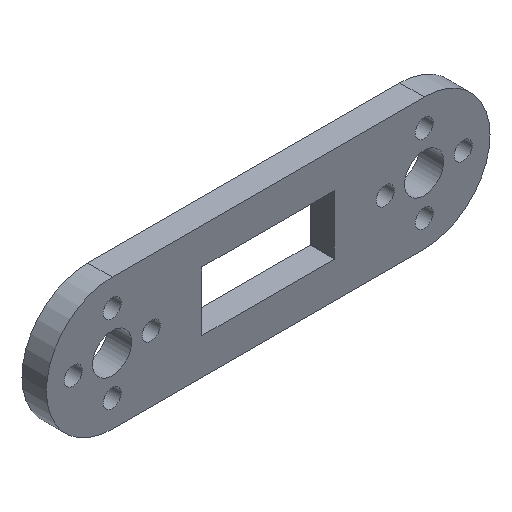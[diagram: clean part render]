
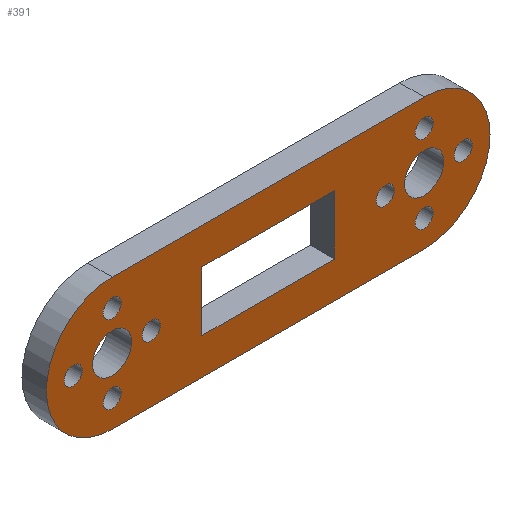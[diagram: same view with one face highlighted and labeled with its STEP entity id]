
A CAD part, isometric view. The second image highlights one B-rep face of the part: STEP entity #391.
In plain terms, the highlighted planar face has unit normal (0, -1, 0).
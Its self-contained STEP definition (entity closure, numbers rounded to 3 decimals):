
#26=FACE_BOUND('',#79,.T.);
#27=FACE_BOUND('',#80,.T.);
#28=FACE_BOUND('',#81,.T.);
#29=FACE_BOUND('',#82,.T.);
#30=FACE_BOUND('',#83,.T.);
#31=FACE_BOUND('',#84,.T.);
#32=FACE_BOUND('',#85,.T.);
#33=FACE_BOUND('',#86,.T.);
#34=FACE_BOUND('',#87,.T.);
#35=FACE_BOUND('',#88,.T.);
#36=FACE_BOUND('',#89,.T.);
#58=FACE_OUTER_BOUND('',#78,.T.);
#78=EDGE_LOOP('',(#274,#275,#276,#277));
#79=EDGE_LOOP('',(#278));
#80=EDGE_LOOP('',(#279));
#81=EDGE_LOOP('',(#280));
#82=EDGE_LOOP('',(#281));
#83=EDGE_LOOP('',(#282));
#84=EDGE_LOOP('',(#283));
#85=EDGE_LOOP('',(#284));
#86=EDGE_LOOP('',(#285));
#87=EDGE_LOOP('',(#286));
#88=EDGE_LOOP('',(#287));
#89=EDGE_LOOP('',(#288,#289,#290,#291));
#130=LINE('',#573,#150);
#131=LINE('',#576,#151);
#132=LINE('',#599,#152);
#133=LINE('',#601,#153);
#134=LINE('',#603,#154);
#135=LINE('',#604,#155);
#150=VECTOR('',#463,64.);
#151=VECTOR('',#466,64.);
#152=VECTOR('',#487,12.192);
#153=VECTOR('',#488,27.178);
#154=VECTOR('',#489,12.192);
#155=VECTOR('',#490,27.178);
#170=CIRCLE('',#414,13.5);
#171=CIRCLE('',#415,13.5);
#172=CIRCLE('',#416,4.);
#173=CIRCLE('',#417,1.85);
#174=CIRCLE('',#418,1.85);
#175=CIRCLE('',#419,1.85);
#176=CIRCLE('',#420,1.85);
#177=CIRCLE('',#421,4.);
#178=CIRCLE('',#422,1.85);
#179=CIRCLE('',#423,1.85);
#180=CIRCLE('',#424,1.85);
#181=CIRCLE('',#425,1.85);
#194=VERTEX_POINT('',#569);
#195=VERTEX_POINT('',#570);
#196=VERTEX_POINT('',#572);
#197=VERTEX_POINT('',#574);
#198=VERTEX_POINT('',#577);
#199=VERTEX_POINT('',#579);
#200=VERTEX_POINT('',#581);
#201=VERTEX_POINT('',#583);
#202=VERTEX_POINT('',#585);
#203=VERTEX_POINT('',#587);
#204=VERTEX_POINT('',#589);
#205=VERTEX_POINT('',#591);
#206=VERTEX_POINT('',#593);
#207=VERTEX_POINT('',#595);
#208=VERTEX_POINT('',#597);
#209=VERTEX_POINT('',#598);
#210=VERTEX_POINT('',#600);
#211=VERTEX_POINT('',#602);
#230=EDGE_CURVE('',#194,#195,#170,.T.);
#231=EDGE_CURVE('',#196,#194,#130,.T.);
#232=EDGE_CURVE('',#197,#196,#171,.T.);
#233=EDGE_CURVE('',#195,#197,#131,.T.);
#234=EDGE_CURVE('',#198,#198,#172,.T.);
#235=EDGE_CURVE('',#199,#199,#173,.T.);
#236=EDGE_CURVE('',#200,#200,#174,.T.);
#237=EDGE_CURVE('',#201,#201,#175,.T.);
#238=EDGE_CURVE('',#202,#202,#176,.T.);
#239=EDGE_CURVE('',#203,#203,#177,.T.);
#240=EDGE_CURVE('',#204,#204,#178,.T.);
#241=EDGE_CURVE('',#205,#205,#179,.T.);
#242=EDGE_CURVE('',#206,#206,#180,.T.);
#243=EDGE_CURVE('',#207,#207,#181,.T.);
#244=EDGE_CURVE('',#208,#209,#132,.T.);
#245=EDGE_CURVE('',#209,#210,#133,.T.);
#246=EDGE_CURVE('',#210,#211,#134,.T.);
#247=EDGE_CURVE('',#211,#208,#135,.T.);
#274=ORIENTED_EDGE('',*,*,#230,.F.);
#275=ORIENTED_EDGE('',*,*,#231,.F.);
#276=ORIENTED_EDGE('',*,*,#232,.F.);
#277=ORIENTED_EDGE('',*,*,#233,.F.);
#278=ORIENTED_EDGE('',*,*,#234,.T.);
#279=ORIENTED_EDGE('',*,*,#235,.T.);
#280=ORIENTED_EDGE('',*,*,#236,.T.);
#281=ORIENTED_EDGE('',*,*,#237,.T.);
#282=ORIENTED_EDGE('',*,*,#238,.T.);
#283=ORIENTED_EDGE('',*,*,#239,.T.);
#284=ORIENTED_EDGE('',*,*,#240,.T.);
#285=ORIENTED_EDGE('',*,*,#241,.T.);
#286=ORIENTED_EDGE('',*,*,#242,.T.);
#287=ORIENTED_EDGE('',*,*,#243,.T.);
#288=ORIENTED_EDGE('',*,*,#244,.T.);
#289=ORIENTED_EDGE('',*,*,#245,.T.);
#290=ORIENTED_EDGE('',*,*,#246,.T.);
#291=ORIENTED_EDGE('',*,*,#247,.T.);
#362=PLANE('',#413);
#391=ADVANCED_FACE('',(#58,#26,#27,#28,#29,#30,#31,#32,#33,#34,#35,#36),
#362,.F.);
#413=AXIS2_PLACEMENT_3D('',#568,#459,#460);
#414=AXIS2_PLACEMENT_3D('',#571,#461,#462);
#415=AXIS2_PLACEMENT_3D('',#575,#464,#465);
#416=AXIS2_PLACEMENT_3D('',#578,#467,#468);
#417=AXIS2_PLACEMENT_3D('',#580,#469,#470);
#418=AXIS2_PLACEMENT_3D('',#582,#471,#472);
#419=AXIS2_PLACEMENT_3D('',#584,#473,#474);
#420=AXIS2_PLACEMENT_3D('',#586,#475,#476);
#421=AXIS2_PLACEMENT_3D('',#588,#477,#478);
#422=AXIS2_PLACEMENT_3D('',#590,#479,#480);
#423=AXIS2_PLACEMENT_3D('',#592,#481,#482);
#424=AXIS2_PLACEMENT_3D('',#594,#483,#484);
#425=AXIS2_PLACEMENT_3D('',#596,#485,#486);
#459=DIRECTION('center_axis',(0.,1.,0.));
#460=DIRECTION('ref_axis',(0.,0.,1.));
#461=DIRECTION('center_axis',(0.,1.,0.));
#462=DIRECTION('ref_axis',(0.,0.,-1.));
#463=DIRECTION('',(-1.,0.,0.));
#464=DIRECTION('center_axis',(0.,1.,0.));
#465=DIRECTION('ref_axis',(0.,0.,1.));
#466=DIRECTION('',(1.,0.,0.));
#467=DIRECTION('center_axis',(0.,1.,0.));
#468=DIRECTION('ref_axis',(1.,0.,0.));
#469=DIRECTION('center_axis',(0.,1.,0.));
#470=DIRECTION('ref_axis',(1.,0.,0.));
#471=DIRECTION('center_axis',(0.,1.,0.));
#472=DIRECTION('ref_axis',(1.,0.,0.));
#473=DIRECTION('center_axis',(0.,1.,0.));
#474=DIRECTION('ref_axis',(1.,0.,0.));
#475=DIRECTION('center_axis',(0.,1.,0.));
#476=DIRECTION('ref_axis',(1.,0.,0.));
#477=DIRECTION('center_axis',(0.,1.,0.));
#478=DIRECTION('ref_axis',(1.,0.,0.));
#479=DIRECTION('center_axis',(0.,1.,0.));
#480=DIRECTION('ref_axis',(1.,0.,0.));
#481=DIRECTION('center_axis',(0.,1.,0.));
#482=DIRECTION('ref_axis',(1.,0.,0.));
#483=DIRECTION('center_axis',(0.,1.,0.));
#484=DIRECTION('ref_axis',(1.,0.,0.));
#485=DIRECTION('center_axis',(0.,1.,0.));
#486=DIRECTION('ref_axis',(1.,0.,0.));
#487=DIRECTION('',(0.,0.,1.));
#488=DIRECTION('',(1.,0.,0.));
#489=DIRECTION('',(0.,0.,-1.));
#490=DIRECTION('',(-1.,0.,0.));
#568=CARTESIAN_POINT('Origin',(0.,0.,0.));
#569=CARTESIAN_POINT('',(0.,0.,-13.5));
#570=CARTESIAN_POINT('',(0.,0.,13.5));
#571=CARTESIAN_POINT('Origin',(0.,0.,0.));
#572=CARTESIAN_POINT('',(64.,0.,-13.5));
#573=CARTESIAN_POINT('',(64.,0.,-13.5));
#574=CARTESIAN_POINT('',(64.,0.,13.5));
#575=CARTESIAN_POINT('Origin',(64.,0.,0.));
#576=CARTESIAN_POINT('',(0.,0.,13.5));
#577=CARTESIAN_POINT('',(-4.,0.,0.));
#578=CARTESIAN_POINT('Origin',(0.,0.,0.));
#579=CARTESIAN_POINT('',(-1.85,0.,-8.));
#580=CARTESIAN_POINT('Origin',(0.,0.,-8.));
#581=CARTESIAN_POINT('',(6.15,0.,0.));
#582=CARTESIAN_POINT('Origin',(8.,0.,0.));
#583=CARTESIAN_POINT('',(-1.85,0.,8.));
#584=CARTESIAN_POINT('Origin',(0.,0.,8.));
#585=CARTESIAN_POINT('',(-9.85,0.,0.));
#586=CARTESIAN_POINT('Origin',(-8.,0.,0.));
#587=CARTESIAN_POINT('',(68.,0.,0.));
#588=CARTESIAN_POINT('Origin',(64.,0.,0.));
#589=CARTESIAN_POINT('',(65.85,0.,-8.));
#590=CARTESIAN_POINT('Origin',(64.,0.,-8.));
#591=CARTESIAN_POINT('',(73.85,0.,0.));
#592=CARTESIAN_POINT('Origin',(72.,0.,0.));
#593=CARTESIAN_POINT('',(65.85,0.,8.));
#594=CARTESIAN_POINT('Origin',(64.,0.,8.));
#595=CARTESIAN_POINT('',(57.85,0.,0.));
#596=CARTESIAN_POINT('Origin',(56.,0.,0.));
#597=CARTESIAN_POINT('',(18.411,0.,-6.096));
#598=CARTESIAN_POINT('',(18.411,0.,6.096));
#599=CARTESIAN_POINT('',(18.411,0.,-6.096));
#600=CARTESIAN_POINT('',(45.589,0.,6.096));
#601=CARTESIAN_POINT('',(18.411,0.,6.096));
#602=CARTESIAN_POINT('',(45.589,0.,-6.096));
#603=CARTESIAN_POINT('',(45.589,0.,6.096));
#604=CARTESIAN_POINT('',(45.589,0.,-6.096));
